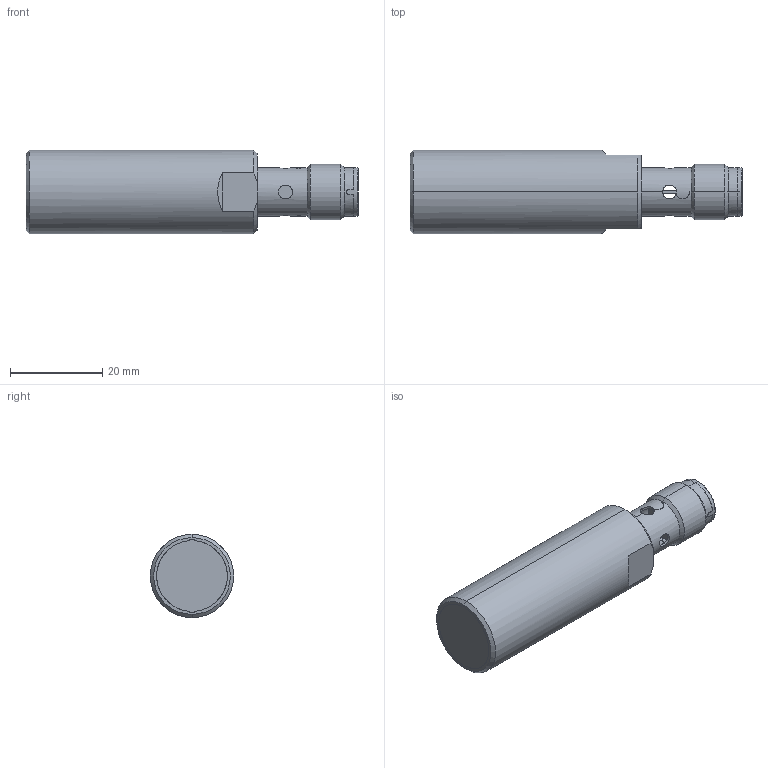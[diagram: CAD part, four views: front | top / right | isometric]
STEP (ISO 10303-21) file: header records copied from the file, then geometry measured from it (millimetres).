
FILE_DESCRIPTION((''),'2;1');
FILE_NAME('ICB18FLUSHPLUG_LONG_ASM','2025-04-27T',('Parkey.Wang'),(''),'CREO PARAMETRIC BY PTC INC, 2015480','CREO PARAMETRIC BY PTC INC, 2015480','');
FILE_SCHEMA(('CONFIG_CONTROL_DESIGN'));
Length unit declared in the file: millimetre
Products named in the file (8): 84-043; 1402157-REV1; 58-212; 1407031; 1313078; 1413138PIN_ASM; PCB-M18FLUSHPLUG_L; ICB18FLUSHPLUG_LONG_ASM
Assembly tree (7 placements, depth 3):
  ICB18FLUSHPLUG_LONG_ASM
    84-043
    1402157-REV1
    58-212
    1413138PIN_ASM
      1407031
      1313078
    PCB-M18FLUSHPLUG_L
Bounding box: 71.85 x 18 x 18 mm (x, y, z)
Volume: 5693 mm3; surface area: 10413.5 mm2
Topology: 6 solids, 6 shells, 201 faces, 558 edges, 369 vertices
Faces by surface type: cylinder 82, plane 54, cone 28, bspline 23, torus 12, sphere 2
Entity records: 7687 total; most frequent: CARTESIAN_POINT 2400, ORIENTED_EDGE 1112, DIRECTION 1050, EDGE_CURVE 556, AXIS2_PLACEMENT_3D 425, VERTEX_POINT 369, CIRCLE 230, EDGE_LOOP 229
